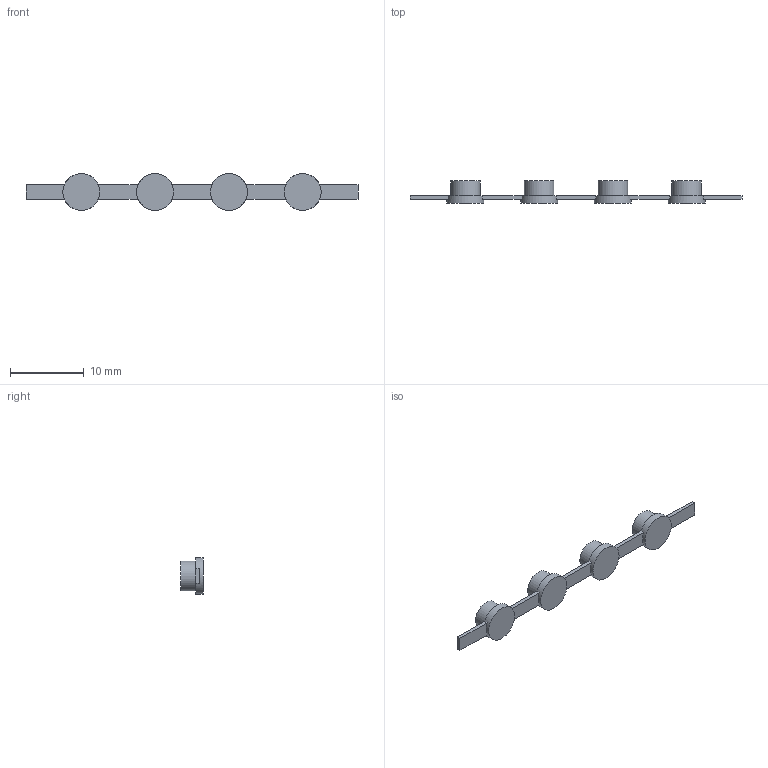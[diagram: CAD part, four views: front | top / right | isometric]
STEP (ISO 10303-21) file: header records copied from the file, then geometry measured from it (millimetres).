
FILE_DESCRIPTION(/* description */ (''),/* implementation_level */ '2;1');
FILE_NAME(/* name */ 'BRcA_5.stp',/* time_stamp */ '2019-06-11T10:08:46+02:00',/* author */ ('Varga Daniel'),/* organization */ (''),/* preprocessor_version */ 'ST-DEVELOPER v18',/* originating_system */ 'Autodesk Inventor 2020',/* authorisation */ '');
FILE_SCHEMA (('AUTOMOTIVE_DESIGN { 1 0 10303 214 3 1 1 }'));
Length unit declared in the file: millimetre
Products named in the file (1): BRcA_5
Bounding box: 45 x 3 x 5 mm (x, y, z)
Volume: 197.9 mm3; surface area: 444.1 mm2
Topology: 1 solids, 1 shells, 34 faces, 104 edges, 72 vertices
Faces by surface type: plane 22, cylinder 8, cone 4
Full cylindrical faces by diameter (mm): 4 x4, 5 x4
Entity records: 1217 total; most frequent: DIRECTION 214, CARTESIAN_POINT 207, ORIENTED_EDGE 200, EDGE_CURVE 100, AXIS2_PLACEMENT_3D 79, VERTEX_POINT 72, LINE 56, VECTOR 56
